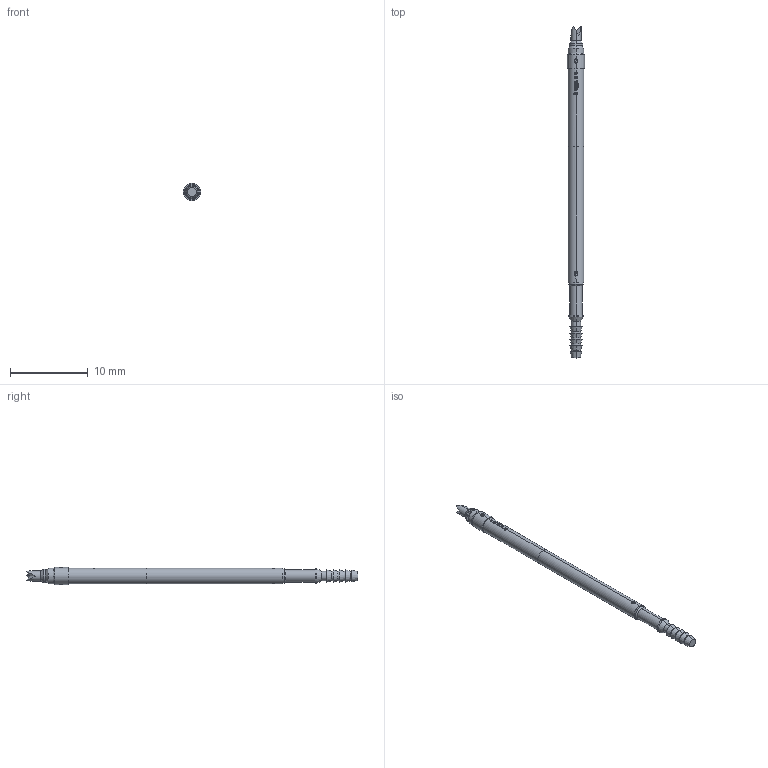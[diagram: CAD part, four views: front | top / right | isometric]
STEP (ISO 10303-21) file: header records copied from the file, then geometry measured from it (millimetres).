
FILE_DESCRIPTION (( 'STEP AP203' ), '1' );
FILE_NAME ('INGUN_PKS-200_233_130_A_xx02_B.STEP', '2020-10-16T11:06:19', ( '' ), ( '' ), 'SwSTEP 2.0', 'SolidWorks 2018', '' );
FILE_SCHEMA (( 'CONFIG_CONTROL_DESIGN' ));
Length unit declared in the file: millimetre
Products named in the file (1): INGUN_PKS-200_233_130_A_xx02_B
Bounding box: 2.2 x 42.7 x 2.2 mm (x, y, z)
Volume: 115.4 mm3; surface area: 258.8 mm2
Topology: 1 solids, 1 shells, 179 faces, 460 edges, 295 vertices
Faces by surface type: plane 62, bspline 50, cylinder 47, cone 20
Entity records: 6857 total; most frequent: CARTESIAN_POINT 2769, ORIENTED_EDGE 920, DIRECTION 728, EDGE_CURVE 460, AXIS2_PLACEMENT_3D 296, VERTEX_POINT 295, EDGE_LOOP 191, ADVANCED_FACE 179
